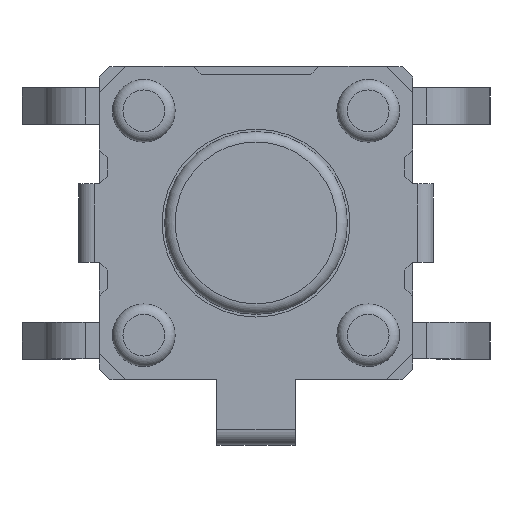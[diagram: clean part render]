
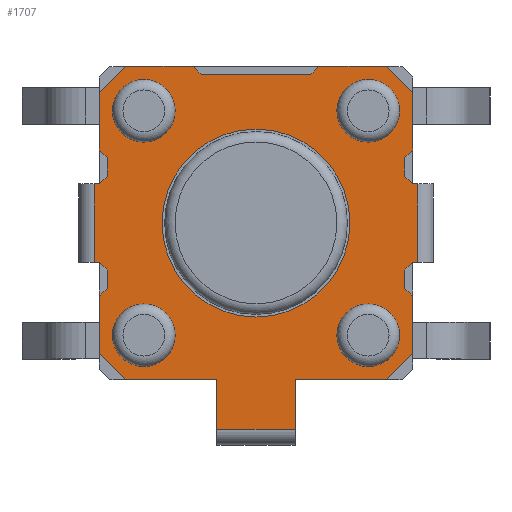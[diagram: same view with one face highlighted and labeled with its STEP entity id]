
A CAD part, top view. The second image highlights one B-rep face of the part: STEP entity #1707.
In plain terms, the highlighted planar face has unit normal (0, 0, 1).
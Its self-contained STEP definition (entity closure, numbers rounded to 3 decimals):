
#13=DIRECTION('',(0.,0.,1.));
#14=DIRECTION('',(1.,0.,-0.));
#27=VECTOR('',#28,1.);
#28=DIRECTION('',(0.,1.,0.));
#34=VECTOR('',#35,1.);
#35=DIRECTION('',(1.,0.,0.));
#42=VECTOR('',#43,1.);
#43=DIRECTION('',(0.,-1.,0.));
#71=VECTOR('',#72,1.);
#72=DIRECTION('',(-1.,0.,0.));
#532=VECTOR('',#533,1.);
#533=DIRECTION('',(0.707,0.707,0.));
#553=DIRECTION('',(-0.707,0.707,0.));
#561=VECTOR('',#553,1.);
#575=VERTEX_POINT('',#576);
#576=CARTESIAN_POINT('',(6.25,0.75,3.4));
#578=ORIENTED_EDGE('',*,*,#579,.T.);
#579=EDGE_CURVE('',#575,#580,#582,.T.);
#580=VERTEX_POINT('',#581);
#581=CARTESIAN_POINT('',(4.95,0.75,3.4));
#582=LINE('',#583,#71);
#583=CARTESIAN_POINT('',(6.75,0.75,3.4));
#597=VECTOR('',#598,1.);
#598=DIRECTION('',(0.707,-0.707,0.));
#604=VECTOR('',#605,1.);
#605=DIRECTION('',(1.,0.,0.));
#615=VERTEX_POINT('',#616);
#616=CARTESIAN_POINT('',(2.55,0.75,3.4));
#618=ORIENTED_EDGE('',*,*,#619,.T.);
#619=EDGE_CURVE('',#615,#620,#582,.T.);
#620=VERTEX_POINT('',#621);
#621=CARTESIAN_POINT('',(1.25,0.75,3.4));
#746=VECTOR('',#747,1.);
#747=DIRECTION('',(-0.707,-0.707,0.));
#795=VERTEX_POINT('',#796);
#796=CARTESIAN_POINT('',(6.75,-4.75,3.4));
#798=ORIENTED_EDGE('',*,*,#799,.T.);
#799=EDGE_CURVE('',#795,#800,#802,.T.);
#800=VERTEX_POINT('',#801);
#801=CARTESIAN_POINT('',(6.75,-3.65,3.4));
#802=LINE('',#803,#27);
#803=CARTESIAN_POINT('',(6.75,-5.25,3.4));
#867=VERTEX_POINT('',#868);
#868=CARTESIAN_POINT('',(6.75,-0.85,3.4));
#870=ORIENTED_EDGE('',*,*,#871,.T.);
#871=EDGE_CURVE('',#867,#872,#802,.T.);
#872=VERTEX_POINT('',#873);
#873=CARTESIAN_POINT('',(6.75,0.25,3.4));
#1205=VERTEX_POINT('',#1206);
#1206=CARTESIAN_POINT('',(0.75,0.25,3.4));
#1208=ORIENTED_EDGE('',*,*,#1209,.T.);
#1209=EDGE_CURVE('',#1205,#1210,#1212,.T.);
#1210=VERTEX_POINT('',#1211);
#1211=CARTESIAN_POINT('',(0.75,-0.85,3.4));
#1212=LINE('',#1213,#42);
#1213=CARTESIAN_POINT('',(0.75,0.75,3.4));
#1250=VECTOR('',#1251,1.);
#1251=DIRECTION('',(-0.,-1.,-0.));
#1290=VECTOR('',#1291,1.);
#1291=DIRECTION('',(0.,-1.,0.));
#1325=VECTOR('',#1326,1.);
#1326=DIRECTION('',(-0.707,-0.707,-0.));
#1347=VERTEX_POINT('',#1348);
#1348=CARTESIAN_POINT('',(0.75,-3.65,3.4));
#1350=ORIENTED_EDGE('',*,*,#1351,.T.);
#1351=EDGE_CURVE('',#1347,#1352,#1212,.T.);
#1352=VERTEX_POINT('',#1353);
#1353=CARTESIAN_POINT('',(0.75,-4.75,3.4));
#1365=VECTOR('',#1366,1.);
#1366=DIRECTION('',(-1.,0.,0.));
#1686=ORIENTED_EDGE('',*,*,#1687,.T.);
#1687=EDGE_CURVE('',#872,#575,#1688,.T.);
#1688=LINE('',#1689,#561);
#1689=CARTESIAN_POINT('',(6.5,0.5,3.4));
#1698=VERTEX_POINT('',#1699);
#1699=CARTESIAN_POINT('',(4.8,0.6,3.4));
#1702=EDGE_CURVE('',#1698,#580,#1703,.T.);
#1703=LINE('',#1699,#532);
#1707=ADVANCED_FACE('',(#1708,#1846,#1855,#1864,#1873,#1882),#1891,.T.);
#1708=FACE_BOUND('',#1709,.T.);
#1709=EDGE_LOOP('',(#1710,#1208,#1714,#1719,#1724,#1729,#1734,#1739,#1744,#1749,#1753,#1350,#1756,#1762,#1768,#1775,#1782,#1787,#1791,#798,#1795,#1800,#1806,#1811,#1816,#1821,#1826,#1831,#1834,#870,#1686,#578,#1837,#1838,#1843,#618));
#1710=ORIENTED_EDGE('',*,*,#1711,.F.);
#1711=EDGE_CURVE('',#1205,#620,#1712,.T.);
#1712=LINE('',#1713,#532);
#1713=CARTESIAN_POINT('',(1.,0.5,3.4));
#1714=ORIENTED_EDGE('',*,*,#1715,.T.);
#1715=EDGE_CURVE('',#1210,#1716,#1718,.T.);
#1716=VERTEX_POINT('',#1717);
#1717=CARTESIAN_POINT('',(0.9,-1.,3.4));
#1718=LINE('',#1211,#597);
#1719=ORIENTED_EDGE('',*,*,#1720,.T.);
#1720=EDGE_CURVE('',#1716,#1721,#1723,.T.);
#1721=VERTEX_POINT('',#1722);
#1722=CARTESIAN_POINT('',(0.9,-1.35,3.4));
#1723=LINE('',#1717,#1250);
#1724=ORIENTED_EDGE('',*,*,#1725,.F.);
#1725=EDGE_CURVE('',#1726,#1721,#1728,.T.);
#1726=VERTEX_POINT('',#1727);
#1727=CARTESIAN_POINT('',(0.75,-1.5,3.4));
#1728=LINE('',#1727,#532);
#1729=ORIENTED_EDGE('',*,*,#1730,.T.);
#1730=EDGE_CURVE('',#1726,#1731,#1733,.T.);
#1731=VERTEX_POINT('',#1732);
#1732=CARTESIAN_POINT('',(0.65,-1.5,3.4));
#1733=LINE('',#1727,#1365);
#1734=ORIENTED_EDGE('',*,*,#1735,.T.);
#1735=EDGE_CURVE('',#1731,#1736,#1738,.T.);
#1736=VERTEX_POINT('',#1737);
#1737=CARTESIAN_POINT('',(0.65,-3.,3.4));
#1738=LINE('',#1732,#1290);
#1739=ORIENTED_EDGE('',*,*,#1740,.F.);
#1740=EDGE_CURVE('',#1741,#1736,#1743,.T.);
#1741=VERTEX_POINT('',#1742);
#1742=CARTESIAN_POINT('',(0.75,-3.,3.4));
#1743=LINE('',#1742,#1365);
#1744=ORIENTED_EDGE('',*,*,#1745,.F.);
#1745=EDGE_CURVE('',#1746,#1741,#1748,.T.);
#1746=VERTEX_POINT('',#1747);
#1747=CARTESIAN_POINT('',(0.9,-3.15,3.4));
#1748=LINE('',#1747,#561);
#1749=ORIENTED_EDGE('',*,*,#1750,.T.);
#1750=EDGE_CURVE('',#1746,#1751,#1723,.T.);
#1751=VERTEX_POINT('',#1752);
#1752=CARTESIAN_POINT('',(0.9,-3.5,3.4));
#1753=ORIENTED_EDGE('',*,*,#1754,.T.);
#1754=EDGE_CURVE('',#1751,#1347,#1755,.T.);
#1755=LINE('',#1752,#1325);
#1756=ORIENTED_EDGE('',*,*,#1757,.F.);
#1757=EDGE_CURVE('',#1758,#1352,#1760,.T.);
#1758=VERTEX_POINT('',#1759);
#1759=CARTESIAN_POINT('',(1.25,-5.25,3.4));
#1760=LINE('',#1761,#561);
#1761=CARTESIAN_POINT('',(1.,-5.,3.4));
#1762=ORIENTED_EDGE('',*,*,#1763,.T.);
#1763=EDGE_CURVE('',#1758,#1764,#1766,.T.);
#1764=VERTEX_POINT('',#1765);
#1765=CARTESIAN_POINT('',(3.,-5.25,3.4));
#1766=LINE('',#1767,#34);
#1767=CARTESIAN_POINT('',(0.75,-5.25,3.4));
#1768=ORIENTED_EDGE('',*,*,#1769,.T.);
#1769=EDGE_CURVE('',#1764,#1770,#1772,.T.);
#1770=VERTEX_POINT('',#1771);
#1771=CARTESIAN_POINT('',(3.,-6.2,3.4));
#1772=LINE('',#1765,#1773);
#1773=VECTOR('',#1774,1.);
#1774=DIRECTION('',(0.,-1.,0.));
#1775=ORIENTED_EDGE('',*,*,#1776,.T.);
#1776=EDGE_CURVE('',#1770,#1777,#1779,.T.);
#1777=VERTEX_POINT('',#1778);
#1778=CARTESIAN_POINT('',(4.5,-6.2,3.4));
#1779=LINE('',#1771,#1780);
#1780=VECTOR('',#1781,1.);
#1781=DIRECTION('',(1.,0.,0.));
#1782=ORIENTED_EDGE('',*,*,#1783,.F.);
#1783=EDGE_CURVE('',#1784,#1777,#1786,.T.);
#1784=VERTEX_POINT('',#1785);
#1785=CARTESIAN_POINT('',(4.5,-5.25,3.4));
#1786=LINE('',#1785,#1773);
#1787=ORIENTED_EDGE('',*,*,#1788,.T.);
#1788=EDGE_CURVE('',#1784,#1789,#1766,.T.);
#1789=VERTEX_POINT('',#1790);
#1790=CARTESIAN_POINT('',(6.25,-5.25,3.4));
#1791=ORIENTED_EDGE('',*,*,#1792,.F.);
#1792=EDGE_CURVE('',#795,#1789,#1793,.T.);
#1793=LINE('',#1794,#746);
#1794=CARTESIAN_POINT('',(6.5,-5.,3.4));
#1795=ORIENTED_EDGE('',*,*,#1796,.F.);
#1796=EDGE_CURVE('',#1797,#800,#1799,.T.);
#1797=VERTEX_POINT('',#1798);
#1798=CARTESIAN_POINT('',(6.6,-3.5,3.4));
#1799=LINE('',#1798,#597);
#1800=ORIENTED_EDGE('',*,*,#1801,.F.);
#1801=EDGE_CURVE('',#1802,#1797,#1804,.T.);
#1802=VERTEX_POINT('',#1803);
#1803=CARTESIAN_POINT('',(6.6,-3.15,3.4));
#1804=LINE('',#1805,#42);
#1805=CARTESIAN_POINT('',(6.6,-1.,3.4));
#1806=ORIENTED_EDGE('',*,*,#1807,.T.);
#1807=EDGE_CURVE('',#1802,#1808,#1810,.T.);
#1808=VERTEX_POINT('',#1809);
#1809=CARTESIAN_POINT('',(6.75,-3.,3.4));
#1810=LINE('',#1803,#532);
#1811=ORIENTED_EDGE('',*,*,#1812,.T.);
#1812=EDGE_CURVE('',#1808,#1813,#1815,.T.);
#1813=VERTEX_POINT('',#1814);
#1814=CARTESIAN_POINT('',(6.85,-3.,3.4));
#1815=LINE('',#1809,#34);
#1816=ORIENTED_EDGE('',*,*,#1817,.T.);
#1817=EDGE_CURVE('',#1813,#1818,#1820,.T.);
#1818=VERTEX_POINT('',#1819);
#1819=CARTESIAN_POINT('',(6.85,-1.5,3.4));
#1820=LINE('',#1814,#27);
#1821=ORIENTED_EDGE('',*,*,#1822,.F.);
#1822=EDGE_CURVE('',#1823,#1818,#1825,.T.);
#1823=VERTEX_POINT('',#1824);
#1824=CARTESIAN_POINT('',(6.75,-1.5,3.4));
#1825=LINE('',#1824,#34);
#1826=ORIENTED_EDGE('',*,*,#1827,.T.);
#1827=EDGE_CURVE('',#1823,#1828,#1830,.T.);
#1828=VERTEX_POINT('',#1829);
#1829=CARTESIAN_POINT('',(6.6,-1.35,3.4));
#1830=LINE('',#1824,#561);
#1831=ORIENTED_EDGE('',*,*,#1832,.F.);
#1832=EDGE_CURVE('',#1833,#1828,#1804,.T.);
#1833=VERTEX_POINT('',#1805);
#1834=ORIENTED_EDGE('',*,*,#1835,.F.);
#1835=EDGE_CURVE('',#867,#1833,#1836,.T.);
#1836=LINE('',#868,#746);
#1837=ORIENTED_EDGE('',*,*,#1702,.F.);
#1838=ORIENTED_EDGE('',*,*,#1839,.F.);
#1839=EDGE_CURVE('',#1840,#1698,#1842,.T.);
#1840=VERTEX_POINT('',#1841);
#1841=CARTESIAN_POINT('',(2.7,0.6,3.4));
#1842=LINE('',#1841,#604);
#1843=ORIENTED_EDGE('',*,*,#1844,.F.);
#1844=EDGE_CURVE('',#615,#1840,#1845,.T.);
#1845=LINE('',#616,#597);
#1846=FACE_BOUND('',#1847,.T.);
#1847=EDGE_LOOP('',(#1848));
#1848=ORIENTED_EDGE('',*,*,#1849,.F.);
#1849=EDGE_CURVE('',#1850,#1850,#1852,.T.);
#1850=VERTEX_POINT('',#1851);
#1851=CARTESIAN_POINT('',(2.2,-4.4,3.4));
#1852=CIRCLE('',#1853,0.6);
#1853=AXIS2_PLACEMENT_3D('',#1854,#13,#14);
#1854=CARTESIAN_POINT('',(1.6,-4.4,3.4));
#1855=FACE_BOUND('',#1856,.T.);
#1856=EDGE_LOOP('',(#1857));
#1857=ORIENTED_EDGE('',*,*,#1858,.F.);
#1858=EDGE_CURVE('',#1859,#1859,#1861,.T.);
#1859=VERTEX_POINT('',#1860);
#1860=CARTESIAN_POINT('',(6.5,-4.4,3.4));
#1861=CIRCLE('',#1862,0.6);
#1862=AXIS2_PLACEMENT_3D('',#1863,#13,#14);
#1863=CARTESIAN_POINT('',(5.9,-4.4,3.4));
#1864=FACE_BOUND('',#1865,.T.);
#1865=EDGE_LOOP('',(#1866));
#1866=ORIENTED_EDGE('',*,*,#1867,.F.);
#1867=EDGE_CURVE('',#1868,#1868,#1870,.T.);
#1868=VERTEX_POINT('',#1869);
#1869=CARTESIAN_POINT('',(5.55,-2.25,3.4));
#1870=CIRCLE('',#1871,1.8);
#1871=AXIS2_PLACEMENT_3D('',#1872,#13,#35);
#1872=CARTESIAN_POINT('',(3.75,-2.25,3.4));
#1873=FACE_BOUND('',#1874,.T.);
#1874=EDGE_LOOP('',(#1875));
#1875=ORIENTED_EDGE('',*,*,#1876,.F.);
#1876=EDGE_CURVE('',#1877,#1877,#1879,.T.);
#1877=VERTEX_POINT('',#1878);
#1878=CARTESIAN_POINT('',(2.2,-0.1,3.4));
#1879=CIRCLE('',#1880,0.6);
#1880=AXIS2_PLACEMENT_3D('',#1881,#13,#14);
#1881=CARTESIAN_POINT('',(1.6,-0.1,3.4));
#1882=FACE_BOUND('',#1883,.T.);
#1883=EDGE_LOOP('',(#1884));
#1884=ORIENTED_EDGE('',*,*,#1885,.F.);
#1885=EDGE_CURVE('',#1886,#1886,#1888,.T.);
#1886=VERTEX_POINT('',#1887);
#1887=CARTESIAN_POINT('',(6.5,-0.1,3.4));
#1888=CIRCLE('',#1889,0.6);
#1889=AXIS2_PLACEMENT_3D('',#1890,#13,#14);
#1890=CARTESIAN_POINT('',(5.9,-0.1,3.4));
#1891=PLANE('',#1871);
